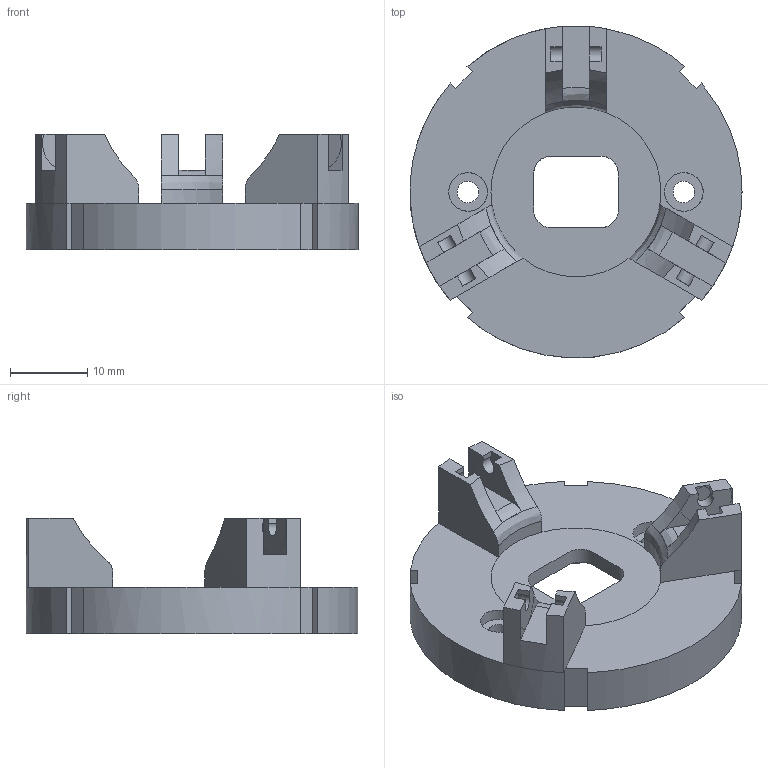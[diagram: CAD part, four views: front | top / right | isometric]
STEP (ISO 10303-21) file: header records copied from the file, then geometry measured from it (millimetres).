
FILE_DESCRIPTION(/* description */ (''),/* implementation_level */ '2;1');
FILE_NAME(/* name */ 'cocot36plus_v2_34mm_ballbase_27',/* time_stamp */ '2025-04-01T22:19:33-07:00',/* author */ (''),/* organization */ (''),/* preprocessor_version */ 'ST-DEVELOPER v16.5',/* originating_system */ 'Rhino 7.25',/* authorisation */ '');
FILE_SCHEMA (('AUTOMOTIVE_DESIGN_CC2'));
Length unit declared in the file: millimetre
Products named in the file (1): Document
Bounding box: 42.98 x 42.97 x 14.95 mm (x, y, z)
Volume: 8271.4 mm3; surface area: 4982.3 mm2
Topology: 1 solids, 1 shells, 126 faces, 335 edges, 214 vertices
Faces by surface type: plane 85, cylinder 31, bspline 10
Full cylindrical faces by diameter (mm): 2.8 x2, 5 x2
Entity records: 3980 total; most frequent: CARTESIAN_POINT 1840, ORIENTED_EDGE 670, EDGE_CURVE 335, VERTEX_POINT 214, B_SPLINE_CURVE_WITH_KNOTS 176, EDGE_LOOP 135, ADVANCED_FACE 126, FACE_OUTER_BOUND 126
